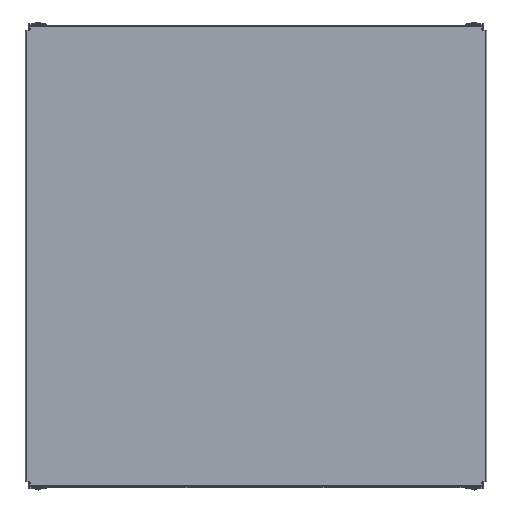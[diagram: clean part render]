
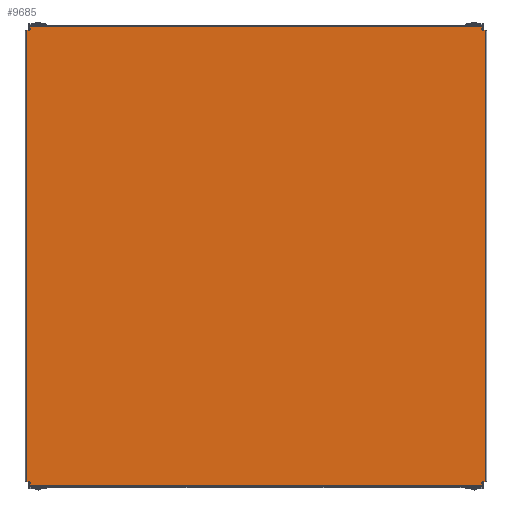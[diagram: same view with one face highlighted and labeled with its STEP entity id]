
A CAD part, top view. The second image highlights one B-rep face of the part: STEP entity #9685.
In plain terms, the highlighted planar face has unit normal (0, 0, 1).
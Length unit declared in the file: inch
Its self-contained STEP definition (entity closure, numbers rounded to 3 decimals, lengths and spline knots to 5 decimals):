
#1402 = CARTESIAN_POINT ( 'NONE',  ( -12.172, -12.0795, 12.722 ) ) ;
#1956 = CIRCLE ( 'NONE', #34633, 0.04663 ) ;
#5552 = CARTESIAN_POINT ( 'NONE',  ( 11.904, -11.94613, 12.722 ) ) ;
#5929 = DIRECTION ( 'NONE',  ( 1., 0., 0. ) ) ;
#6076 = AXIS2_PLACEMENT_3D ( 'NONE', #54046, #26509, #60743 ) ;
#6108 = VERTEX_POINT ( 'NONE', #82138 ) ;
#6377 = LINE ( 'NONE', #66827, #16188 ) ;
#6668 = CARTESIAN_POINT ( 'NONE',  ( -12.172, -11.8995, 12.722 ) ) ;
#6733 = VECTOR ( 'NONE', #22538, 39.37008 ) ;
#7340 = VECTOR ( 'NONE', #26632, 39.37008 ) ;
#7684 = VERTEX_POINT ( 'NONE', #5552 ) ;
#8145 = CARTESIAN_POINT ( 'NONE',  ( -11.904, 12.1655, 12.722 ) ) ;
#9386 = ORIENTED_EDGE ( 'NONE', *, *, #66238, .F. ) ;
#9685 = ADVANCED_FACE ( 'NONE', ( #51609 ), #24934, .F. ) ;
#11124 = LINE ( 'NONE', #18231, #74306 ) ;
#11872 = ORIENTED_EDGE ( 'NONE', *, *, #53495, .F. ) ;
#12005 = LINE ( 'NONE', #31556, #7340 ) ;
#12506 = ORIENTED_EDGE ( 'NONE', *, *, #82184, .T. ) ;
#12806 = CARTESIAN_POINT ( 'NONE',  ( -11.904, -12.0795, 12.722 ) ) ;
#12972 = AXIS2_PLACEMENT_3D ( 'NONE', #77824, #79155, #84055 ) ;
#13587 = EDGE_CURVE ( 'NONE', #72969, #53771, #6377, .T. ) ;
#14362 = ORIENTED_EDGE ( 'NONE', *, *, #22089, .T. ) ;
#14829 = LINE ( 'NONE', #8145, #62024 ) ;
#15880 = DIRECTION ( 'NONE',  ( -1., 0., 0. ) ) ;
#16188 = VECTOR ( 'NONE', #5929, 39.37008 ) ;
#16465 = CARTESIAN_POINT ( 'NONE',  ( 12.172, 11.8995, 12.722 ) ) ;
#16925 = CARTESIAN_POINT ( 'NONE',  ( -11.95063, 11.94612, 12.722 ) ) ;
#17131 = VERTEX_POINT ( 'NONE', #12806 ) ;
#18231 = CARTESIAN_POINT ( 'NONE',  ( 11.904, -12.1655, 12.722 ) ) ;
#18320 = ORIENTED_EDGE ( 'NONE', *, *, #47172, .T. ) ;
#18533 = ORIENTED_EDGE ( 'NONE', *, *, #29830, .T. ) ;
#19131 = DIRECTION ( 'NONE',  ( 0., 0., -1. ) ) ;
#19255 = VECTOR ( 'NONE', #43581, 39.37008 ) ;
#19546 = CARTESIAN_POINT ( 'NONE',  ( 11.95063, -11.94613, 12.722 ) ) ;
#22089 = EDGE_CURVE ( 'NONE', #82637, #7684, #11124, .T. ) ;
#22538 = DIRECTION ( 'NONE',  ( -1., 0., 0. ) ) ;
#23441 = LINE ( 'NONE', #29235, #6733 ) ;
#24010 = VERTEX_POINT ( 'NONE', #47433 ) ;
#24934 = PLANE ( 'NONE',  #12972 ) ;
#25229 = CARTESIAN_POINT ( 'NONE',  ( 11.904, -12.0795, 12.722 ) ) ;
#26297 = EDGE_CURVE ( 'NONE', #37632, #58433, #39647, .T. ) ;
#26509 = DIRECTION ( 'NONE',  ( 0., 0., -1. ) ) ;
#26632 = DIRECTION ( 'NONE',  ( 0., 1., 0. ) ) ;
#28435 = LINE ( 'NONE', #60909, #72429 ) ;
#28892 = LINE ( 'NONE', #55105, #84937 ) ;
#29235 = CARTESIAN_POINT ( 'NONE',  ( 12.172, 11.8995, 12.722 ) ) ;
#29328 = VECTOR ( 'NONE', #60387, 39.37008 ) ;
#29799 = VERTEX_POINT ( 'NONE', #41634 ) ;
#29830 = EDGE_CURVE ( 'NONE', #72235, #40157, #47048, .T. ) ;
#30442 = EDGE_CURVE ( 'NONE', #40157, #53771, #12005, .T. ) ;
#30686 = LINE ( 'NONE', #16465, #19255 ) ;
#31556 = CARTESIAN_POINT ( 'NONE',  ( 11.904, 12.1655, 12.722 ) ) ;
#32282 = EDGE_LOOP ( 'NONE', ( #12506, #18320, #9386, #74283, #18533, #83995, #57621, #75051, #49780, #41289, #51603, #35289, #40315, #40677, #11872, #14362 ) ) ;
#33698 = CARTESIAN_POINT ( 'NONE',  ( -12.172, -11.8995, 12.722 ) ) ;
#33777 = DIRECTION ( 'NONE',  ( 1., 0., 0. ) ) ;
#34633 = AXIS2_PLACEMENT_3D ( 'NONE', #78078, #76773, #15880 ) ;
#34867 = EDGE_CURVE ( 'NONE', #87761, #75546, #74229, .T. ) ;
#35289 = ORIENTED_EDGE ( 'NONE', *, *, #34867, .T. ) ;
#36479 = CARTESIAN_POINT ( 'NONE',  ( -11.95063, -11.8995, 12.722 ) ) ;
#37052 = CARTESIAN_POINT ( 'NONE',  ( -12.086, -11.8995, 12.722 ) ) ;
#37386 = DIRECTION ( 'NONE',  ( -1., 0., 0. ) ) ;
#37538 = EDGE_CURVE ( 'NONE', #29799, #17131, #28892, .T. ) ;
#37632 = VERTEX_POINT ( 'NONE', #86163 ) ;
#39036 = EDGE_CURVE ( 'NONE', #87761, #24010, #28435, .T. ) ;
#39647 = CIRCLE ( 'NONE', #45272, 0.04663 ) ;
#40157 = VERTEX_POINT ( 'NONE', #73508 ) ;
#40315 = ORIENTED_EDGE ( 'NONE', *, *, #43835, .T. ) ;
#40377 = LINE ( 'NONE', #33698, #29328 ) ;
#40677 = ORIENTED_EDGE ( 'NONE', *, *, #37538, .T. ) ;
#40752 = CARTESIAN_POINT ( 'NONE',  ( 11.95063, -11.8995, 12.722 ) ) ;
#41289 = ORIENTED_EDGE ( 'NONE', *, *, #58951, .T. ) ;
#41634 = CARTESIAN_POINT ( 'NONE',  ( -11.904, -11.94613, 12.722 ) ) ;
#43581 = DIRECTION ( 'NONE',  ( -1., 0., 0. ) ) ;
#43835 = EDGE_CURVE ( 'NONE', #75546, #29799, #1956, .T. ) ;
#43935 = VECTOR ( 'NONE', #75657, 39.37008 ) ;
#45272 = AXIS2_PLACEMENT_3D ( 'NONE', #16925, #84931, #37386 ) ;
#45348 = DIRECTION ( 'NONE',  ( 0., 1., 0. ) ) ;
#47048 = CIRCLE ( 'NONE', #6076, 0.04663 ) ;
#47172 = EDGE_CURVE ( 'NONE', #70254, #60750, #40377, .T. ) ;
#47433 = CARTESIAN_POINT ( 'NONE',  ( -12.086, 11.8995, 12.722 ) ) ;
#49152 = VECTOR ( 'NONE', #33777, 39.37008 ) ;
#49254 = EDGE_CURVE ( 'NONE', #72969, #37632, #14829, .T. ) ;
#49642 = EDGE_CURVE ( 'NONE', #6108, #72235, #23441, .T. ) ;
#49780 = ORIENTED_EDGE ( 'NONE', *, *, #26297, .T. ) ;
#51603 = ORIENTED_EDGE ( 'NONE', *, *, #39036, .F. ) ;
#51609 = FACE_OUTER_BOUND ( 'NONE', #32282, .T. ) ;
#52017 = DIRECTION ( 'NONE',  ( -1., 0., 0. ) ) ;
#53471 = CARTESIAN_POINT ( 'NONE',  ( 11.95063, 11.8995, 12.722 ) ) ;
#53495 = EDGE_CURVE ( 'NONE', #82637, #17131, #62747, .T. ) ;
#53771 = VERTEX_POINT ( 'NONE', #79136 ) ;
#54046 = CARTESIAN_POINT ( 'NONE',  ( 11.95063, 11.94612, 12.722 ) ) ;
#55105 = CARTESIAN_POINT ( 'NONE',  ( -11.904, -12.1655, 12.722 ) ) ;
#55264 = CARTESIAN_POINT ( 'NONE',  ( -11.95063, 11.8995, 12.722 ) ) ;
#57621 = ORIENTED_EDGE ( 'NONE', *, *, #13587, .F. ) ;
#58433 = VERTEX_POINT ( 'NONE', #55264 ) ;
#58951 = EDGE_CURVE ( 'NONE', #58433, #24010, #30686, .T. ) ;
#60387 = DIRECTION ( 'NONE',  ( 1., 0., 0. ) ) ;
#60743 = DIRECTION ( 'NONE',  ( -1., 0., 0. ) ) ;
#60750 = VERTEX_POINT ( 'NONE', #74120 ) ;
#60909 = CARTESIAN_POINT ( 'NONE',  ( -12.086, 12.0795, 12.722 ) ) ;
#62024 = VECTOR ( 'NONE', #69059, 39.37008 ) ;
#62747 = LINE ( 'NONE', #1402, #43935 ) ;
#63755 = LINE ( 'NONE', #82931, #71728 ) ;
#66238 = EDGE_CURVE ( 'NONE', #6108, #60750, #63755, .T. ) ;
#66827 = CARTESIAN_POINT ( 'NONE',  ( -12.172, 12.0795, 12.722 ) ) ;
#69059 = DIRECTION ( 'NONE',  ( 0., -1., 0. ) ) ;
#69757 = DIRECTION ( 'NONE',  ( 0., -1., 0. ) ) ;
#70037 = CIRCLE ( 'NONE', #78530, 0.04663 ) ;
#70254 = VERTEX_POINT ( 'NONE', #40752 ) ;
#71728 = VECTOR ( 'NONE', #77113, 39.37008 ) ;
#72235 = VERTEX_POINT ( 'NONE', #53471 ) ;
#72429 = VECTOR ( 'NONE', #88015, 39.37008 ) ;
#72969 = VERTEX_POINT ( 'NONE', #80092 ) ;
#73508 = CARTESIAN_POINT ( 'NONE',  ( 11.904, 11.94612, 12.722 ) ) ;
#74120 = CARTESIAN_POINT ( 'NONE',  ( 12.086, -11.8995, 12.722 ) ) ;
#74229 = LINE ( 'NONE', #6668, #49152 ) ;
#74283 = ORIENTED_EDGE ( 'NONE', *, *, #49642, .T. ) ;
#74306 = VECTOR ( 'NONE', #45348, 39.37008 ) ;
#75051 = ORIENTED_EDGE ( 'NONE', *, *, #49254, .T. ) ;
#75546 = VERTEX_POINT ( 'NONE', #36479 ) ;
#75657 = DIRECTION ( 'NONE',  ( -1., 0., 0. ) ) ;
#76773 = DIRECTION ( 'NONE',  ( 0., 0., -1. ) ) ;
#77113 = DIRECTION ( 'NONE',  ( 0., -1., 0. ) ) ;
#77824 = CARTESIAN_POINT ( 'NONE',  ( -12.172, 12.0795, 12.722 ) ) ;
#78078 = CARTESIAN_POINT ( 'NONE',  ( -11.95063, -11.94613, 12.722 ) ) ;
#78530 = AXIS2_PLACEMENT_3D ( 'NONE', #19546, #19131, #52017 ) ;
#79136 = CARTESIAN_POINT ( 'NONE',  ( 11.904, 12.0795, 12.722 ) ) ;
#79155 = DIRECTION ( 'NONE',  ( 0., 0., -1. ) ) ;
#80092 = CARTESIAN_POINT ( 'NONE',  ( -11.904, 12.0795, 12.722 ) ) ;
#82138 = CARTESIAN_POINT ( 'NONE',  ( 12.086, 11.8995, 12.722 ) ) ;
#82184 = EDGE_CURVE ( 'NONE', #7684, #70254, #70037, .T. ) ;
#82637 = VERTEX_POINT ( 'NONE', #25229 ) ;
#82931 = CARTESIAN_POINT ( 'NONE',  ( 12.086, 12.0795, 12.722 ) ) ;
#83995 = ORIENTED_EDGE ( 'NONE', *, *, #30442, .T. ) ;
#84055 = DIRECTION ( 'NONE',  ( -1., 0., 0. ) ) ;
#84931 = DIRECTION ( 'NONE',  ( 0., 0., -1. ) ) ;
#84937 = VECTOR ( 'NONE', #69757, 39.37008 ) ;
#86163 = CARTESIAN_POINT ( 'NONE',  ( -11.904, 11.94612, 12.722 ) ) ;
#87761 = VERTEX_POINT ( 'NONE', #37052 ) ;
#88015 = DIRECTION ( 'NONE',  ( 0., 1., 0. ) ) ;
